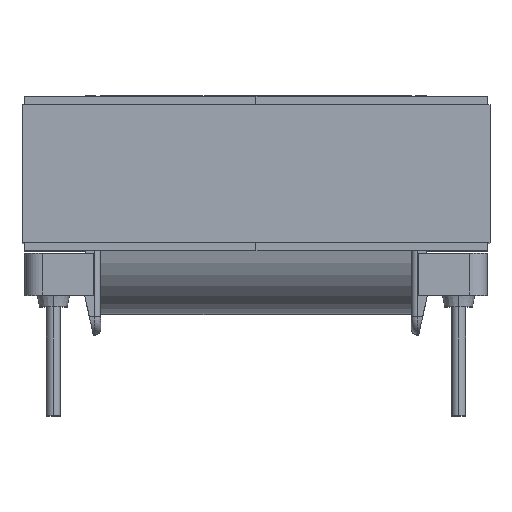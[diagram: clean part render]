
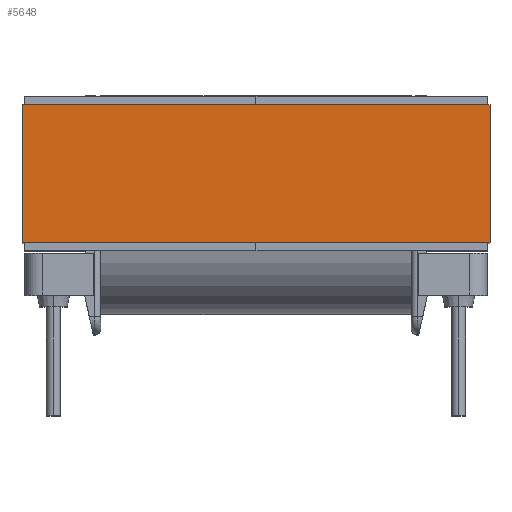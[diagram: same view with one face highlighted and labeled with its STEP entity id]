
A CAD part, top view. The second image highlights one B-rep face of the part: STEP entity #5648.
In plain terms, the highlighted face is planar.
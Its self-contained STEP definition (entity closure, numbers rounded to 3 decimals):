
#170 = ORIENTED_EDGE ( 'NONE', *, *, #3600, .T. ) ;
#219 = DIRECTION ( 'NONE',  ( 1., 0., 0. ) ) ;
#233 = LINE ( 'NONE', #7372, #7828 ) ;
#298 = VERTEX_POINT ( 'NONE', #4375 ) ;
#449 = LINE ( 'NONE', #4413, #4315 ) ;
#619 = EDGE_CURVE ( 'NONE', #3407, #4771, #7017, .T. ) ;
#1352 = FACE_OUTER_BOUND ( 'NONE', #1981, .T. ) ;
#1912 = VECTOR ( 'NONE', #6540, 1000. ) ;
#1981 = EDGE_LOOP ( 'NONE', ( #4226, #5555, #6104, #170 ) ) ;
#2629 = CARTESIAN_POINT ( 'NONE',  ( -0.1, -20.1, -5.97 ) ) ;
#3287 = CARTESIAN_POINT ( 'NONE',  ( -0.1, -20.1, -5.97 ) ) ;
#3407 = VERTEX_POINT ( 'NONE', #3696 ) ;
#3467 = EDGE_CURVE ( 'NONE', #4771, #8306, #449, .T. ) ;
#3600 = EDGE_CURVE ( 'NONE', #298, #8306, #4157, .T. ) ;
#3631 = VECTOR ( 'NONE', #7107, 1000. ) ;
#3666 = DIRECTION ( 'NONE',  ( 1., 0., 0. ) ) ;
#3696 = CARTESIAN_POINT ( 'NONE',  ( -0.1, -20.1, -5.97 ) ) ;
#3935 = DIRECTION ( 'NONE',  ( 0., -1., 0. ) ) ;
#4157 = LINE ( 'NONE', #7122, #1912 ) ;
#4226 = ORIENTED_EDGE ( 'NONE', *, *, #3467, .F. ) ;
#4315 = VECTOR ( 'NONE', #3666, 1000. ) ;
#4375 = CARTESIAN_POINT ( 'NONE',  ( 20.1, -20.1, -5.97 ) ) ;
#4413 = CARTESIAN_POINT ( 'NONE',  ( -0.1, -20.1, 0. ) ) ;
#4771 = VERTEX_POINT ( 'NONE', #6923 ) ;
#5215 = PLANE ( 'NONE',  #6709 ) ;
#5555 = ORIENTED_EDGE ( 'NONE', *, *, #619, .F. ) ;
#5648 = ADVANCED_FACE ( 'NONE', ( #1352 ), #5215, .T. ) ;
#5861 = EDGE_CURVE ( 'NONE', #3407, #298, #233, .T. ) ;
#6104 = ORIENTED_EDGE ( 'NONE', *, *, #5861, .T. ) ;
#6482 = DIRECTION ( 'NONE',  ( 0., 0., -1. ) ) ;
#6540 = DIRECTION ( 'NONE',  ( 0., 0., 1. ) ) ;
#6709 = AXIS2_PLACEMENT_3D ( 'NONE', #3287, #3935, #6482 ) ;
#6923 = CARTESIAN_POINT ( 'NONE',  ( -0.1, -20.1, 0. ) ) ;
#7017 = LINE ( 'NONE', #2629, #3631 ) ;
#7107 = DIRECTION ( 'NONE',  ( 0., 0., 1. ) ) ;
#7122 = CARTESIAN_POINT ( 'NONE',  ( 20.1, -20.1, -5.97 ) ) ;
#7372 = CARTESIAN_POINT ( 'NONE',  ( -0.1, -20.1, -5.97 ) ) ;
#7828 = VECTOR ( 'NONE', #219, 1000. ) ;
#7904 = CARTESIAN_POINT ( 'NONE',  ( 20.1, -20.1, 0. ) ) ;
#8306 = VERTEX_POINT ( 'NONE', #7904 ) ;
